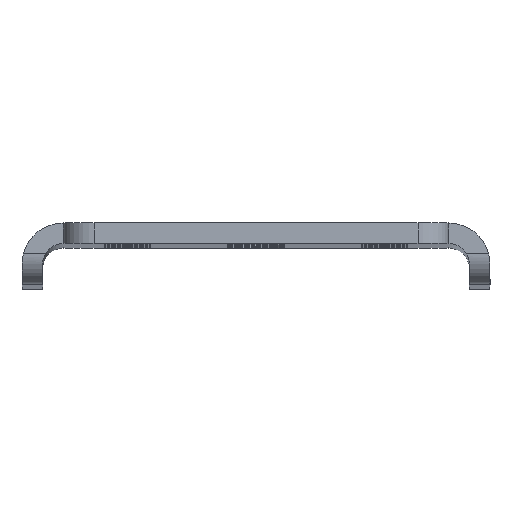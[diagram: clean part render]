
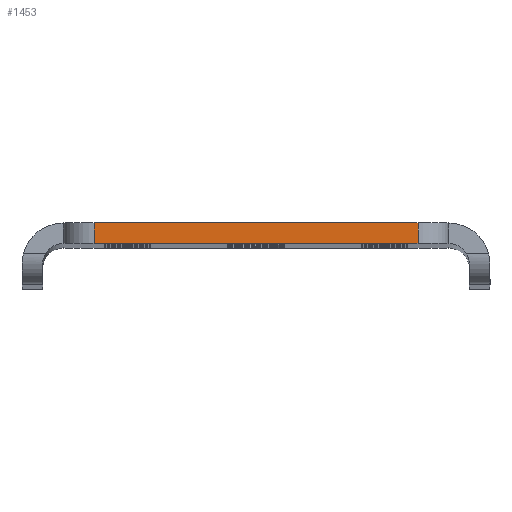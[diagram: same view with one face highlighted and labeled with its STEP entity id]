
A CAD part, top view. The second image highlights one B-rep face of the part: STEP entity #1453.
In plain terms, the highlighted planar face has unit normal (0, 0, 1).
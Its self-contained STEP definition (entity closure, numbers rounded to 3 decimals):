
#167 = VERTEX_POINT ( 'NONE', #2166 ) ;
#279 = CARTESIAN_POINT ( 'NONE',  ( 31.5, 0., 280.5 ) ) ;
#405 = DIRECTION ( 'NONE',  ( 0., 0., 1. ) ) ;
#431 = ORIENTED_EDGE ( 'NONE', *, *, #4715, .T. ) ;
#862 = VECTOR ( 'NONE', #2989, 1000. ) ;
#911 = LINE ( 'NONE', #6582, #862 ) ;
#1028 = AXIS2_PLACEMENT_3D ( 'NONE', #6249, #405, #4654 ) ;
#1305 = VERTEX_POINT ( 'NONE', #2832 ) ;
#1453 = ADVANCED_FACE ( 'NONE', ( #3036 ), #2528, .T. ) ;
#1463 = ORIENTED_EDGE ( 'NONE', *, *, #3652, .T. ) ;
#1863 = EDGE_LOOP ( 'NONE', ( #2282, #2014, #431, #1463 ) ) ;
#2014 = ORIENTED_EDGE ( 'NONE', *, *, #5552, .T. ) ;
#2160 = CARTESIAN_POINT ( 'NONE',  ( 31.5, -4., 280.5 ) ) ;
#2166 = CARTESIAN_POINT ( 'NONE',  ( 31.5, 0., 280.5 ) ) ;
#2282 = ORIENTED_EDGE ( 'NONE', *, *, #4717, .F. ) ;
#2502 = LINE ( 'NONE', #5645, #4785 ) ;
#2528 = PLANE ( 'NONE',  #1028 ) ;
#2564 = CARTESIAN_POINT ( 'NONE',  ( 45.5, -4., 280.5 ) ) ;
#2832 = CARTESIAN_POINT ( 'NONE',  ( -31.5, 0., 280.5 ) ) ;
#2989 = DIRECTION ( 'NONE',  ( 0., -1., 0. ) ) ;
#3014 = VECTOR ( 'NONE', #5068, 1000. ) ;
#3036 = FACE_OUTER_BOUND ( 'NONE', #1863, .T. ) ;
#3071 = DIRECTION ( 'NONE',  ( 1., 0., 0. ) ) ;
#3652 = EDGE_CURVE ( 'NONE', #4439, #167, #4004, .T. ) ;
#4004 = LINE ( 'NONE', #279, #3014 ) ;
#4237 = VECTOR ( 'NONE', #5196, 1000. ) ;
#4439 = VERTEX_POINT ( 'NONE', #2160 ) ;
#4654 = DIRECTION ( 'NONE',  ( 1., 0., 0. ) ) ;
#4715 = EDGE_CURVE ( 'NONE', #6198, #4439, #6637, .T. ) ;
#4717 = EDGE_CURVE ( 'NONE', #1305, #167, #2502, .T. ) ;
#4785 = VECTOR ( 'NONE', #3071, 1000. ) ;
#5068 = DIRECTION ( 'NONE',  ( 0., 1., 0. ) ) ;
#5193 = CARTESIAN_POINT ( 'NONE',  ( -31.5, -4., 280.5 ) ) ;
#5196 = DIRECTION ( 'NONE',  ( 1., 0., 0. ) ) ;
#5552 = EDGE_CURVE ( 'NONE', #1305, #6198, #911, .T. ) ;
#5645 = CARTESIAN_POINT ( 'NONE',  ( 45.5, 0., 280.5 ) ) ;
#6198 = VERTEX_POINT ( 'NONE', #5193 ) ;
#6249 = CARTESIAN_POINT ( 'NONE',  ( 45.5, -4., 280.5 ) ) ;
#6582 = CARTESIAN_POINT ( 'NONE',  ( -31.5, -4., 280.5 ) ) ;
#6637 = LINE ( 'NONE', #2564, #4237 ) ;
